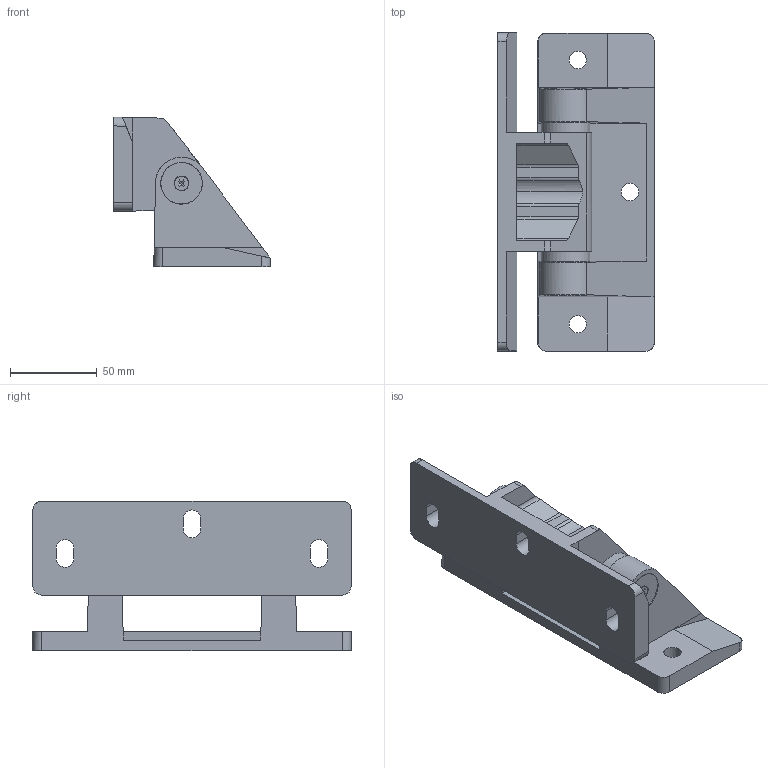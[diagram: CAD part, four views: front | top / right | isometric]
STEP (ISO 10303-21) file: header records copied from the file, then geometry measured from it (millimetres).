
FILE_DESCRIPTION (( 'STEP AP203' ), '1' );
FILE_NAME ('FB-612-NLH.STEP', '2021-03-02T03:50:20', ( '' ), ( '' ), 'SwSTEP 2.0', 'SolidWorks 2018', '' );
FILE_SCHEMA (( 'CONFIG_CONTROL_DESIGN' ));
Length unit declared in the file: millimetre
Products named in the file (8): FB-612-NLH_shaft_; FB-612-NLH_hingeA_; FB-612-NLH_spacer_; FB-612-NLH_plate small screw with cross hole_ver1.02__M4x12十字穴付皿小ねじ(SUS); FB-612-NLH; FB-612-NLH_sleeve_; FB-612-NLH_collar_; FB-612-NLH_hingeB_
Assembly tree (9 placements, depth 2):
  FB-612-NLH
    FB-612-NLH_hingeA_
    FB-612-NLH_hingeB_
    FB-612-NLH_shaft_
    FB-612-NLH_sleeve_  x2
    FB-612-NLH_plate small screw with cross hole_ver1.02__M4x12十字穴付皿小ねじ(SUS)
    FB-612-NLH_collar_
    FB-612-NLH_spacer_  x2
Bounding box: 90 x 183 x 86 mm (x, y, z)
Volume: 395982.7 mm3; surface area: 98449.1 mm2
Topology: 9 solids, 9 shells, 207 faces, 510 edges, 332 vertices
Faces by surface type: plane 98, cylinder 93, cone 14, sphere 2
Entity records: 6672 total; most frequent: CARTESIAN_POINT 1138, DIRECTION 982, ORIENTED_EDGE 956, EDGE_CURVE 478, AXIS2_PLACEMENT_3D 346, VERTEX_POINT 312, VECTOR 290, LINE 290
